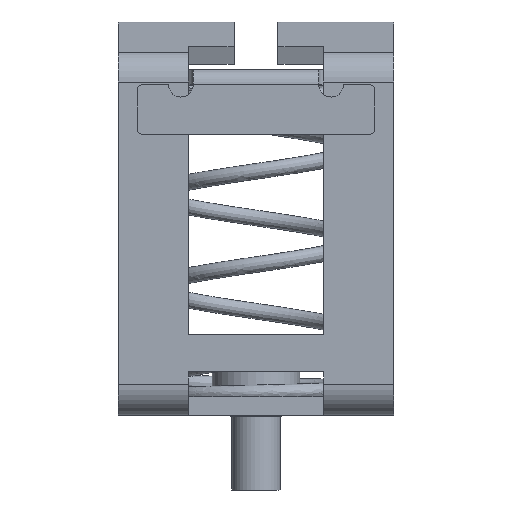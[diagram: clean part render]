
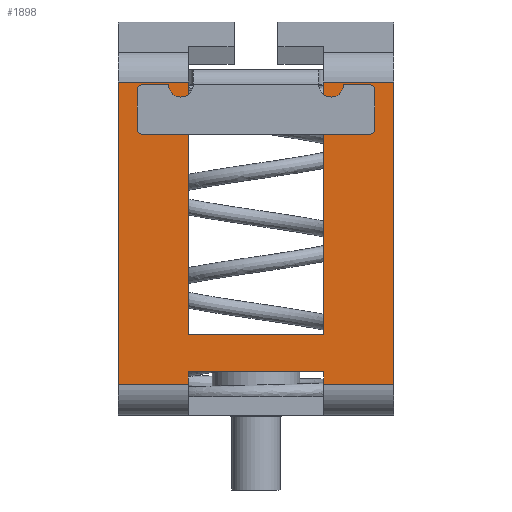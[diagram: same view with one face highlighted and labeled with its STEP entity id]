
A CAD part, left-side view. The second image highlights one B-rep face of the part: STEP entity #1898.
In plain terms, the highlighted planar face has unit normal (-1, 0, 0).
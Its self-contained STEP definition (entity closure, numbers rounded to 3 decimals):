
#1773=AXIS2_PLACEMENT_3D('Plane Axis2P3D',#1770,#1771,#1772) ;
#1784=AXIS2_PLACEMENT_3D('Circle Axis2P3D',#1782,#1783,$) ;
#1798=AXIS2_PLACEMENT_3D('Circle Axis2P3D',#1796,#1797,$) ;
#1812=AXIS2_PLACEMENT_3D('Circle Axis2P3D',#1810,#1811,$) ;
#1832=AXIS2_PLACEMENT_3D('Circle Axis2P3D',#1830,#1831,$) ;
#1846=AXIS2_PLACEMENT_3D('Circle Axis2P3D',#1844,#1845,$) ;
#1860=AXIS2_PLACEMENT_3D('Circle Axis2P3D',#1858,#1859,$) ;
#1063=CARTESIAN_POINT('Vertex',(1.2,22.,32.604)) ;
#1087=CARTESIAN_POINT('Vertex',(1.2,16.4,32.604)) ;
#1322=CARTESIAN_POINT('Line Origine',(1.2,11.,32.604)) ;
#1343=CARTESIAN_POINT('Vertex',(1.2,22.,8.45)) ;
#1346=CARTESIAN_POINT('Line Origine',(1.2,22.,20.527)) ;
#1363=CARTESIAN_POINT('Line Origine',(1.2,16.4,32.104)) ;
#1367=CARTESIAN_POINT('Vertex',(1.2,16.4,31.604)) ;
#1374=CARTESIAN_POINT('Vertex',(1.2,16.4,28.404)) ;
#1377=CARTESIAN_POINT('Line Origine',(1.2,16.4,20.427)) ;
#1381=CARTESIAN_POINT('Vertex',(1.2,16.4,12.45)) ;
#1407=CARTESIAN_POINT('Vertex',(1.2,0.,32.604)) ;
#1410=CARTESIAN_POINT('Line Origine',(1.2,0.,20.527)) ;
#1414=CARTESIAN_POINT('Vertex',(1.2,0.,8.45)) ;
#1506=CARTESIAN_POINT('Vertex',(1.2,5.6,12.45)) ;
#1509=CARTESIAN_POINT('Line Origine',(1.2,5.6,20.427)) ;
#1513=CARTESIAN_POINT('Vertex',(1.2,5.6,28.404)) ;
#1520=CARTESIAN_POINT('Vertex',(1.2,5.6,31.604)) ;
#1523=CARTESIAN_POINT('Line Origine',(1.2,5.6,32.104)) ;
#1527=CARTESIAN_POINT('Vertex',(1.2,5.6,32.604)) ;
#1549=CARTESIAN_POINT('Line Origine',(1.2,11.,12.45)) ;
#1622=CARTESIAN_POINT('Vertex',(1.2,16.4,9.45)) ;
#1625=CARTESIAN_POINT('Line Origine',(1.2,16.4,8.95)) ;
#1629=CARTESIAN_POINT('Vertex',(1.2,16.4,8.45)) ;
#1653=CARTESIAN_POINT('Vertex',(1.2,5.6,9.45)) ;
#1656=CARTESIAN_POINT('Line Origine',(1.2,11.,9.45)) ;
#1719=CARTESIAN_POINT('Vertex',(1.2,5.6,8.45)) ;
#1722=CARTESIAN_POINT('Line Origine',(1.2,5.6,8.95)) ;
#1770=CARTESIAN_POINT('Axis2P3D Location',(1.2,11.,7.45)) ;
#1775=CARTESIAN_POINT('Line Origine',(1.2,18.2,28.404)) ;
#1779=CARTESIAN_POINT('Vertex',(1.2,20.,28.404)) ;
#1782=CARTESIAN_POINT('Axis2P3D Location',(1.2,20.,28.904)) ;
#1786=CARTESIAN_POINT('Vertex',(1.2,20.5,28.904)) ;
#1789=CARTESIAN_POINT('Line Origine',(1.2,20.5,30.404)) ;
#1793=CARTESIAN_POINT('Vertex',(1.2,20.5,31.904)) ;
#1796=CARTESIAN_POINT('Axis2P3D Location',(1.2,20.,31.904)) ;
#1800=CARTESIAN_POINT('Vertex',(1.2,20.,32.404)) ;
#1803=CARTESIAN_POINT('Line Origine',(1.2,19.,32.404)) ;
#1807=CARTESIAN_POINT('Vertex',(1.2,18.,32.404)) ;
#1810=CARTESIAN_POINT('Axis2P3D Location',(1.2,17.,32.404)) ;
#1815=CARTESIAN_POINT('Line Origine',(1.2,19.2,8.45)) ;
#1820=CARTESIAN_POINT('Line Origine',(1.2,2.8,8.45)) ;
#1825=CARTESIAN_POINT('Line Origine',(1.2,2.8,32.604)) ;
#1830=CARTESIAN_POINT('Axis2P3D Location',(1.2,5.,32.404)) ;
#1834=CARTESIAN_POINT('Vertex',(1.2,4.,32.404)) ;
#1837=CARTESIAN_POINT('Line Origine',(1.2,3.,32.404)) ;
#1841=CARTESIAN_POINT('Vertex',(1.2,2.,32.404)) ;
#1844=CARTESIAN_POINT('Axis2P3D Location',(1.2,2.,31.904)) ;
#1848=CARTESIAN_POINT('Vertex',(1.2,1.5,31.904)) ;
#1851=CARTESIAN_POINT('Line Origine',(1.2,1.5,30.404)) ;
#1855=CARTESIAN_POINT('Vertex',(1.2,1.5,28.904)) ;
#1858=CARTESIAN_POINT('Axis2P3D Location',(1.2,2.,28.904)) ;
#1862=CARTESIAN_POINT('Vertex',(1.2,2.,28.404)) ;
#1865=CARTESIAN_POINT('Line Origine',(1.2,3.8,28.404)) ;
#1323=DIRECTION('Vector Direction',(0.,-1.,0.)) ;
#1347=DIRECTION('Vector Direction',(0.,0.,-1.)) ;
#1364=DIRECTION('Vector Direction',(0.,0.,1.)) ;
#1378=DIRECTION('Vector Direction',(0.,0.,1.)) ;
#1411=DIRECTION('Vector Direction',(0.,0.,-1.)) ;
#1510=DIRECTION('Vector Direction',(0.,0.,1.)) ;
#1524=DIRECTION('Vector Direction',(0.,0.,1.)) ;
#1550=DIRECTION('Vector Direction',(0.,1.,0.)) ;
#1626=DIRECTION('Vector Direction',(0.,0.,-1.)) ;
#1657=DIRECTION('Vector Direction',(0.,1.,0.)) ;
#1723=DIRECTION('Vector Direction',(0.,0.,1.)) ;
#1771=DIRECTION('Axis2P3D Direction',(-1.,0.,0.)) ;
#1772=DIRECTION('Axis2P3D XDirection',(0.,-1.,0.)) ;
#1776=DIRECTION('Vector Direction',(0.,-1.,0.)) ;
#1783=DIRECTION('Axis2P3D Direction',(-1.,0.,0.)) ;
#1790=DIRECTION('Vector Direction',(0.,0.,1.)) ;
#1797=DIRECTION('Axis2P3D Direction',(-1.,0.,0.)) ;
#1804=DIRECTION('Vector Direction',(0.,1.,0.)) ;
#1811=DIRECTION('Axis2P3D Direction',(-1.,0.,0.)) ;
#1816=DIRECTION('Vector Direction',(0.,-1.,0.)) ;
#1821=DIRECTION('Vector Direction',(0.,-1.,0.)) ;
#1826=DIRECTION('Vector Direction',(0.,-1.,0.)) ;
#1831=DIRECTION('Axis2P3D Direction',(-1.,0.,0.)) ;
#1838=DIRECTION('Vector Direction',(0.,1.,0.)) ;
#1845=DIRECTION('Axis2P3D Direction',(-1.,0.,0.)) ;
#1852=DIRECTION('Vector Direction',(0.,0.,-1.)) ;
#1859=DIRECTION('Axis2P3D Direction',(-1.,0.,0.)) ;
#1866=DIRECTION('Vector Direction',(0.,-1.,0.)) ;
#1324=VECTOR('Line Direction',#1323,1.) ;
#1348=VECTOR('Line Direction',#1347,1.) ;
#1365=VECTOR('Line Direction',#1364,1.) ;
#1379=VECTOR('Line Direction',#1378,1.) ;
#1412=VECTOR('Line Direction',#1411,1.) ;
#1511=VECTOR('Line Direction',#1510,1.) ;
#1525=VECTOR('Line Direction',#1524,1.) ;
#1551=VECTOR('Line Direction',#1550,1.) ;
#1627=VECTOR('Line Direction',#1626,1.) ;
#1658=VECTOR('Line Direction',#1657,1.) ;
#1724=VECTOR('Line Direction',#1723,1.) ;
#1777=VECTOR('Line Direction',#1776,1.) ;
#1791=VECTOR('Line Direction',#1790,1.) ;
#1805=VECTOR('Line Direction',#1804,1.) ;
#1817=VECTOR('Line Direction',#1816,1.) ;
#1822=VECTOR('Line Direction',#1821,1.) ;
#1827=VECTOR('Line Direction',#1826,1.) ;
#1839=VECTOR('Line Direction',#1838,1.) ;
#1853=VECTOR('Line Direction',#1852,1.) ;
#1867=VECTOR('Line Direction',#1866,1.) ;
#1871=ORIENTED_EDGE('',*,*,#1515,.F.) ;
#1872=ORIENTED_EDGE('',*,*,#1553,.T.) ;
#1873=ORIENTED_EDGE('',*,*,#1383,.T.) ;
#1874=ORIENTED_EDGE('',*,*,#1781,.F.) ;
#1875=ORIENTED_EDGE('',*,*,#1788,.F.) ;
#1876=ORIENTED_EDGE('',*,*,#1795,.F.) ;
#1877=ORIENTED_EDGE('',*,*,#1802,.F.) ;
#1878=ORIENTED_EDGE('',*,*,#1809,.F.) ;
#1879=ORIENTED_EDGE('',*,*,#1814,.F.) ;
#1880=ORIENTED_EDGE('',*,*,#1369,.T.) ;
#1881=ORIENTED_EDGE('',*,*,#1326,.F.) ;
#1882=ORIENTED_EDGE('',*,*,#1350,.T.) ;
#1883=ORIENTED_EDGE('',*,*,#1819,.T.) ;
#1884=ORIENTED_EDGE('',*,*,#1631,.F.) ;
#1885=ORIENTED_EDGE('',*,*,#1660,.F.) ;
#1886=ORIENTED_EDGE('',*,*,#1726,.F.) ;
#1887=ORIENTED_EDGE('',*,*,#1824,.T.) ;
#1888=ORIENTED_EDGE('',*,*,#1416,.F.) ;
#1889=ORIENTED_EDGE('',*,*,#1829,.F.) ;
#1890=ORIENTED_EDGE('',*,*,#1529,.F.) ;
#1891=ORIENTED_EDGE('',*,*,#1836,.F.) ;
#1892=ORIENTED_EDGE('',*,*,#1843,.F.) ;
#1893=ORIENTED_EDGE('',*,*,#1850,.F.) ;
#1894=ORIENTED_EDGE('',*,*,#1857,.F.) ;
#1895=ORIENTED_EDGE('',*,*,#1864,.F.) ;
#1896=ORIENTED_EDGE('',*,*,#1869,.F.) ;
#1898=ADVANCED_FACE('V1',(#1897),#1774,.T.) ;
#1785=CIRCLE('generated circle',#1784,0.5) ;
#1799=CIRCLE('generated circle',#1798,0.5) ;
#1813=CIRCLE('generated circle',#1812,1.) ;
#1833=CIRCLE('generated circle',#1832,1.) ;
#1847=CIRCLE('generated circle',#1846,0.5) ;
#1861=CIRCLE('generated circle',#1860,0.5) ;
#1326=EDGE_CURVE('',#1064,#1088,#1325,.T.) ;
#1350=EDGE_CURVE('',#1064,#1344,#1349,.T.) ;
#1369=EDGE_CURVE('',#1368,#1088,#1366,.T.) ;
#1383=EDGE_CURVE('',#1382,#1375,#1380,.T.) ;
#1416=EDGE_CURVE('',#1408,#1415,#1413,.T.) ;
#1515=EDGE_CURVE('',#1507,#1514,#1512,.T.) ;
#1529=EDGE_CURVE('',#1521,#1528,#1526,.T.) ;
#1553=EDGE_CURVE('',#1507,#1382,#1552,.T.) ;
#1631=EDGE_CURVE('',#1623,#1630,#1628,.T.) ;
#1660=EDGE_CURVE('',#1654,#1623,#1659,.T.) ;
#1726=EDGE_CURVE('',#1720,#1654,#1725,.T.) ;
#1781=EDGE_CURVE('',#1780,#1375,#1778,.T.) ;
#1788=EDGE_CURVE('',#1787,#1780,#1785,.T.) ;
#1795=EDGE_CURVE('',#1794,#1787,#1792,.F.) ;
#1802=EDGE_CURVE('',#1801,#1794,#1799,.T.) ;
#1809=EDGE_CURVE('',#1808,#1801,#1806,.T.) ;
#1814=EDGE_CURVE('',#1368,#1808,#1813,.F.) ;
#1819=EDGE_CURVE('',#1344,#1630,#1818,.T.) ;
#1824=EDGE_CURVE('',#1720,#1415,#1823,.T.) ;
#1829=EDGE_CURVE('',#1528,#1408,#1828,.T.) ;
#1836=EDGE_CURVE('',#1835,#1521,#1833,.F.) ;
#1843=EDGE_CURVE('',#1842,#1835,#1840,.T.) ;
#1850=EDGE_CURVE('',#1849,#1842,#1847,.T.) ;
#1857=EDGE_CURVE('',#1856,#1849,#1854,.F.) ;
#1864=EDGE_CURVE('',#1863,#1856,#1861,.T.) ;
#1869=EDGE_CURVE('',#1514,#1863,#1868,.T.) ;
#1870=EDGE_LOOP('',(#1871,#1872,#1873,#1874,#1875,#1876,#1877,#1878,#1879,#1880,#1881,#1882,#1883,#1884,#1885,#1886,#1887,#1888,#1889,#1890,#1891,#1892,#1893,#1894,#1895,#1896)) ;
#1897=FACE_OUTER_BOUND('',#1870,.T.) ;
#1325=LINE('Line',#1322,#1324) ;
#1349=LINE('Line',#1346,#1348) ;
#1366=LINE('Line',#1363,#1365) ;
#1380=LINE('Line',#1377,#1379) ;
#1413=LINE('Line',#1410,#1412) ;
#1512=LINE('Line',#1509,#1511) ;
#1526=LINE('Line',#1523,#1525) ;
#1552=LINE('Line',#1549,#1551) ;
#1628=LINE('Line',#1625,#1627) ;
#1659=LINE('Line',#1656,#1658) ;
#1725=LINE('Line',#1722,#1724) ;
#1778=LINE('Line',#1775,#1777) ;
#1792=LINE('Line',#1789,#1791) ;
#1806=LINE('Line',#1803,#1805) ;
#1818=LINE('Line',#1815,#1817) ;
#1823=LINE('Line',#1820,#1822) ;
#1828=LINE('Line',#1825,#1827) ;
#1840=LINE('Line',#1837,#1839) ;
#1854=LINE('Line',#1851,#1853) ;
#1868=LINE('Line',#1865,#1867) ;
#1774=PLANE('',#1773) ;
#1064=VERTEX_POINT('',#1063) ;
#1088=VERTEX_POINT('',#1087) ;
#1344=VERTEX_POINT('',#1343) ;
#1368=VERTEX_POINT('',#1367) ;
#1375=VERTEX_POINT('',#1374) ;
#1382=VERTEX_POINT('',#1381) ;
#1408=VERTEX_POINT('',#1407) ;
#1415=VERTEX_POINT('',#1414) ;
#1507=VERTEX_POINT('',#1506) ;
#1514=VERTEX_POINT('',#1513) ;
#1521=VERTEX_POINT('',#1520) ;
#1528=VERTEX_POINT('',#1527) ;
#1623=VERTEX_POINT('',#1622) ;
#1630=VERTEX_POINT('',#1629) ;
#1654=VERTEX_POINT('',#1653) ;
#1720=VERTEX_POINT('',#1719) ;
#1780=VERTEX_POINT('',#1779) ;
#1787=VERTEX_POINT('',#1786) ;
#1794=VERTEX_POINT('',#1793) ;
#1801=VERTEX_POINT('',#1800) ;
#1808=VERTEX_POINT('',#1807) ;
#1835=VERTEX_POINT('',#1834) ;
#1842=VERTEX_POINT('',#1841) ;
#1849=VERTEX_POINT('',#1848) ;
#1856=VERTEX_POINT('',#1855) ;
#1863=VERTEX_POINT('',#1862) ;
